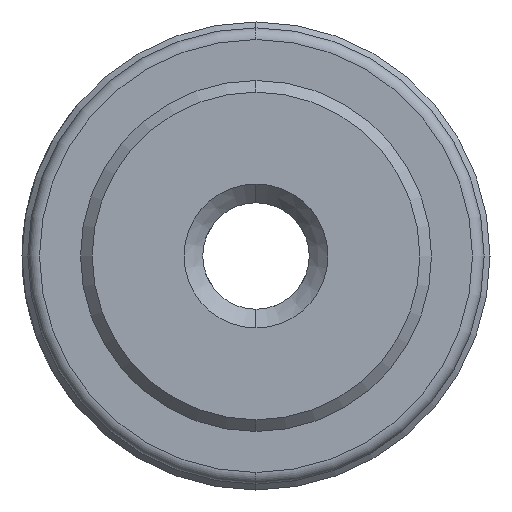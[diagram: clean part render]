
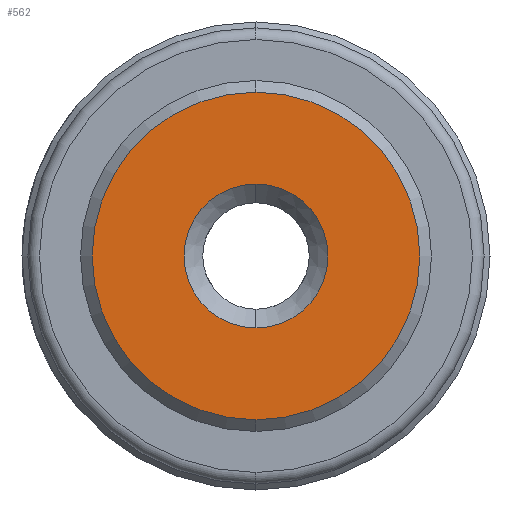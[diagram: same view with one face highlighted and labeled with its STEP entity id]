
A CAD part, left-side view. The second image highlights one B-rep face of the part: STEP entity #562.
In plain terms, the highlighted planar face has unit normal (-1, 0, 0).
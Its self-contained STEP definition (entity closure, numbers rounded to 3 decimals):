
#10 = ORIENTED_EDGE ( 'NONE', *, *, #951, .T. ) ;
#24 = ORIENTED_EDGE ( 'NONE', *, *, #374, .F. ) ;
#32 = ORIENTED_EDGE ( 'NONE', *, *, #932, .F. ) ;
#116 = ORIENTED_EDGE ( 'NONE', *, *, #243, .T. ) ;
#146 = CARTESIAN_POINT ( 'NONE',  ( -37.3, 0., -3.075 ) ) ;
#171 = DIRECTION ( 'NONE',  ( 1., 0., 0. ) ) ;
#175 = CARTESIAN_POINT ( 'NONE',  ( -37.3, 0., -7. ) ) ;
#219 = CARTESIAN_POINT ( 'NONE',  ( -37.3, 0., 0. ) ) ;
#221 = DIRECTION ( 'NONE',  ( 1., 0., 0. ) ) ;
#222 = DIRECTION ( 'NONE',  ( 0., 0., -1. ) ) ;
#226 = CARTESIAN_POINT ( 'NONE',  ( -37.3, 0., 0. ) ) ;
#228 = VERTEX_POINT ( 'NONE', #949 ) ;
#231 = DIRECTION ( 'NONE',  ( 1., 0., 0. ) ) ;
#232 = DIRECTION ( 'NONE',  ( 0., 0., -1. ) ) ;
#233 = CARTESIAN_POINT ( 'NONE',  ( -37.3, 0., 7. ) ) ;
#243 = EDGE_CURVE ( 'NONE', #228, #698, #1180, .T. ) ;
#354 = AXIS2_PLACEMENT_3D ( 'NONE', #226, #231, #232 ) ;
#359 = AXIS2_PLACEMENT_3D ( 'NONE', #219, #221, #222 ) ;
#374 = EDGE_CURVE ( 'NONE', #819, #1112, #1103, .T. ) ;
#418 = CARTESIAN_POINT ( 'NONE',  ( -37.3, 3.075, 0. ) ) ;
#487 = AXIS2_PLACEMENT_3D ( 'NONE', #564, #558, #595 ) ;
#491 = AXIS2_PLACEMENT_3D ( 'NONE', #940, #171, #939 ) ;
#501 = AXIS2_PLACEMENT_3D ( 'NONE', #418, #526, #529 ) ;
#526 = DIRECTION ( 'NONE',  ( -1., 0., 0. ) ) ;
#529 = DIRECTION ( 'NONE',  ( 0., 0., 1. ) ) ;
#558 = DIRECTION ( 'NONE',  ( 1., 0., 0. ) ) ;
#562 = ADVANCED_FACE ( 'NONE', ( #813, #782 ), #636, .T. ) ;
#564 = CARTESIAN_POINT ( 'NONE',  ( -37.3, 0., 0. ) ) ;
#595 = DIRECTION ( 'NONE',  ( 0., 0., -1. ) ) ;
#636 = PLANE ( 'NONE',  #501 ) ;
#690 = CIRCLE ( 'NONE', #354, 3.075 ) ;
#698 = VERTEX_POINT ( 'NONE', #146 ) ;
#706 = CIRCLE ( 'NONE', #359, 7. ) ;
#782 = FACE_OUTER_BOUND ( 'NONE', #1245, .T. ) ;
#813 = FACE_BOUND ( 'NONE', #1247, .T. ) ;
#819 = VERTEX_POINT ( 'NONE', #175 ) ;
#932 = EDGE_CURVE ( 'NONE', #1112, #819, #706, .T. ) ;
#939 = DIRECTION ( 'NONE',  ( 0., 0., -1. ) ) ;
#940 = CARTESIAN_POINT ( 'NONE',  ( -37.3, 0., 0. ) ) ;
#949 = CARTESIAN_POINT ( 'NONE',  ( -37.3, 0., 3.075 ) ) ;
#951 = EDGE_CURVE ( 'NONE', #698, #228, #690, .T. ) ;
#1103 = CIRCLE ( 'NONE', #487, 7. ) ;
#1112 = VERTEX_POINT ( 'NONE', #233 ) ;
#1180 = CIRCLE ( 'NONE', #491, 3.075 ) ;
#1245 = EDGE_LOOP ( 'NONE', ( #24, #32 ) ) ;
#1247 = EDGE_LOOP ( 'NONE', ( #116, #10 ) ) ;
